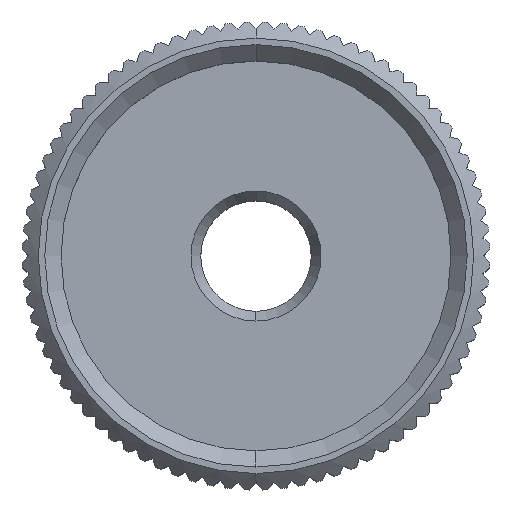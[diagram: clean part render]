
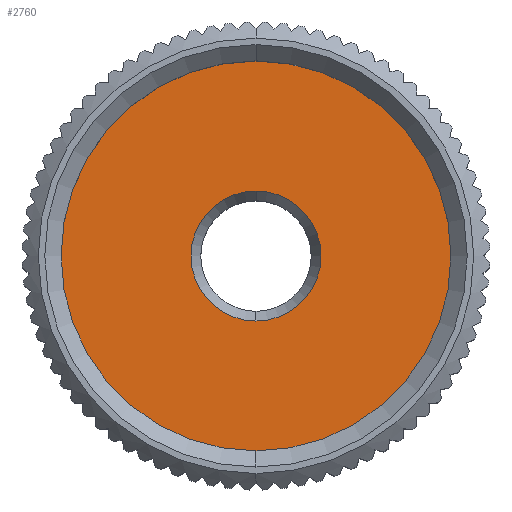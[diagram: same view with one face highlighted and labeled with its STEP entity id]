
A CAD part, top view. The second image highlights one B-rep face of the part: STEP entity #2760.
In plain terms, the highlighted planar face has unit normal (0, 0, 1).
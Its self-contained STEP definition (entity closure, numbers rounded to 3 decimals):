
#2068=EDGE_CURVE('',#3188,#4076,#5238,.T.);
#2760=ADVANCED_FACE('',(#6005,#6006),#6007,.T.);
#3188=VERTEX_POINT('',#6460);
#3206=EDGE_CURVE('',#4124,#4120,#6478,.T.);
#3950=EDGE_CURVE('',#4120,#4124,#7290,.T.);
#4076=VERTEX_POINT('',#7427);
#4120=VERTEX_POINT('',#7476);
#4124=VERTEX_POINT('',#7481);
#4636=EDGE_CURVE('',#4076,#3188,#8027,.T.);
#5238=CIRCLE('',#9238,15.0);
#6005=FACE_OUTER_BOUND('',#10943,.T.);
#6006=FACE_BOUND('',#10944,.T.);
#6007=PLANE('',#10945);
#6460=CARTESIAN_POINT('',(0.0,15.0,12.0));
#6478=CIRCLE('',#12079,5.0);
#7290=CIRCLE('',#13855,5.0);
#7427=CARTESIAN_POINT('',(0.,-15.0,12.0));
#7476=CARTESIAN_POINT('',(0.,5.,12.0));
#7481=CARTESIAN_POINT('',(0.,-5.,12.0));
#8027=CIRCLE('',#15433,15.0);
#9238=AXIS2_PLACEMENT_3D('',#16145,#16146,#16147);
#10943=EDGE_LOOP('',(#16932,#16933));
#10944=EDGE_LOOP('',(#16934,#16935));
#10945=AXIS2_PLACEMENT_3D('',#16936,#16937,#16938);
#12079=AXIS2_PLACEMENT_3D('',#17248,#17249,#17250);
#13855=AXIS2_PLACEMENT_3D('',#17962,#17963,#17964);
#15433=AXIS2_PLACEMENT_3D('',#18917,#18918,#18919);
#16145=CARTESIAN_POINT('',(0.0,0.,12.0));
#16146=DIRECTION('',(0.0,0.,1.0));
#16147=DIRECTION('',(0.0,1.0,0.));
#16932=ORIENTED_EDGE('',*,*,#2068,.T.);
#16933=ORIENTED_EDGE('',*,*,#4636,.T.);
#16934=ORIENTED_EDGE('',*,*,#3206,.F.);
#16935=ORIENTED_EDGE('',*,*,#3950,.F.);
#16936=CARTESIAN_POINT('',(0.,-9.375,12.0));
#16937=DIRECTION('',(0.,0.,1.0));
#16938=DIRECTION('',(0.,-1.0,0.0));
#17248=CARTESIAN_POINT('',(0.,0.,12.0));
#17249=DIRECTION('',(0.,0.,1.0));
#17250=DIRECTION('',(0.,-1.0,0.));
#17962=CARTESIAN_POINT('',(0.,0.,12.0));
#17963=DIRECTION('',(0.,0.,1.0));
#17964=DIRECTION('',(0.,-1.0,0.));
#18917=CARTESIAN_POINT('',(0.0,0.,12.0));
#18918=DIRECTION('',(0.0,0.,1.0));
#18919=DIRECTION('',(0.0,1.0,0.));
